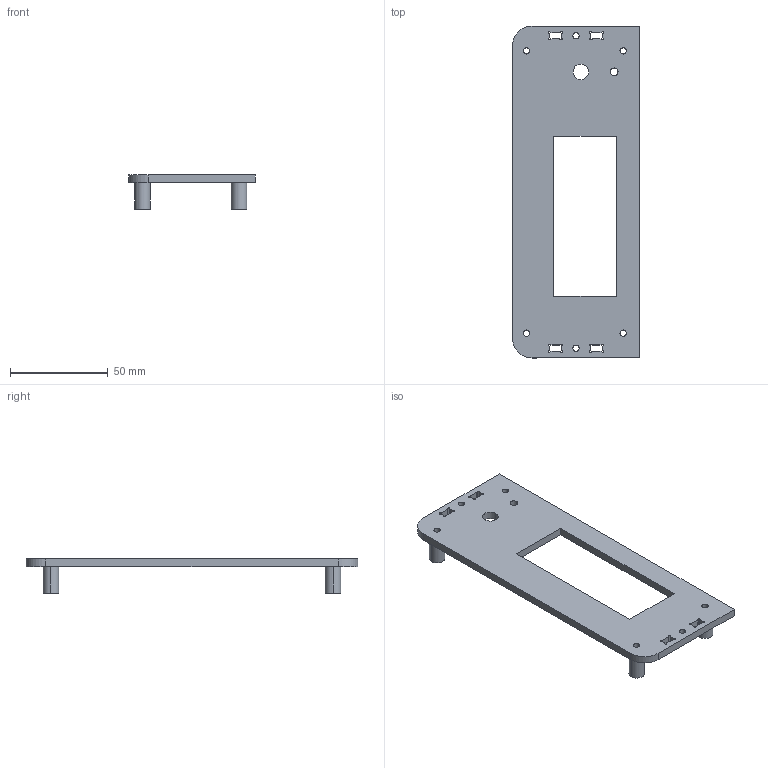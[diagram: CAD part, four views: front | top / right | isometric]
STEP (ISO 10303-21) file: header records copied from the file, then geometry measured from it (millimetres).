
FILE_DESCRIPTION (( 'STEP AP203' ), '1' );
FILE_NAME ('Electrónica - LCD.STEP', '2016-09-19T17:40:31', ( '' ), ( '' ), 'SwSTEP 2.0', 'SolidWorks 2016', '' );
FILE_SCHEMA (( 'CONFIG_CONTROL_DESIGN' ));
Length unit declared in the file: millimetre
Products named in the file (1): Electrónica - LCD
Bounding box: 65 x 170 x 17.6 mm (x, y, z)
Volume: 35017.3 mm3; surface area: 21801.5 mm2
Topology: 1 solids, 1 shells, 112 faces, 318 edges, 212 vertices
Faces by surface type: cylinder 82, plane 30
Entity records: 3855 total; most frequent: DIRECTION 708, CARTESIAN_POINT 643, ORIENTED_EDGE 636, EDGE_CURVE 318, AXIS2_PLACEMENT_3D 277, VERTEX_POINT 212, CIRCLE 164, LINE 154
